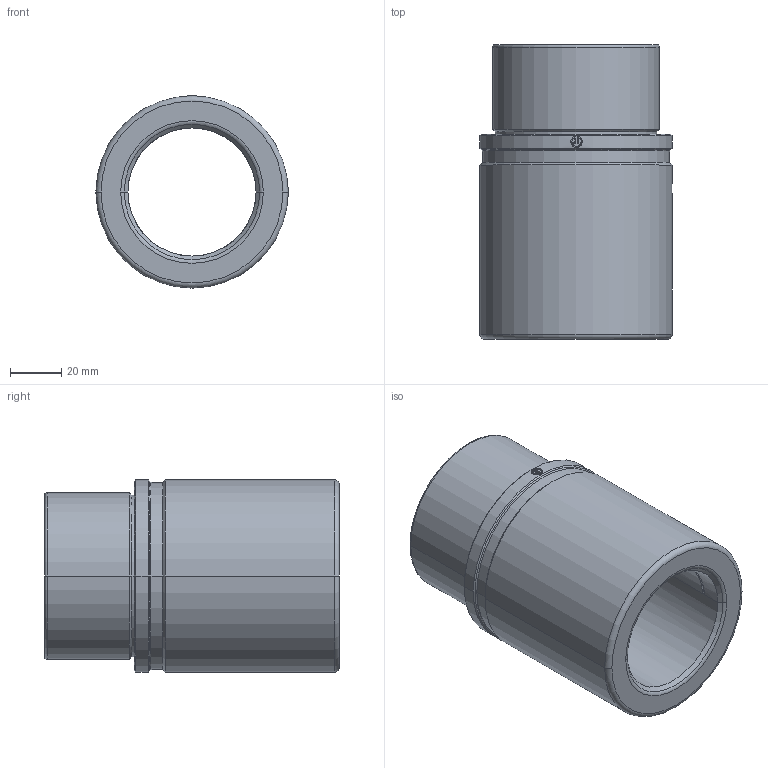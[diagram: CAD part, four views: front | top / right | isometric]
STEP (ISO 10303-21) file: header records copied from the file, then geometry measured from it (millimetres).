
FILE_DESCRIPTION (( 'STEP AP214' ), '1' );
FILE_NAME ('665QM 628QM-D50.STEP', '2021-11-07T06:39:35', ( '' ), ( '' ), 'SwSTEP 2.0', 'SolidWorks 2016', '' );
FILE_SCHEMA (( 'AUTOMOTIVE_DESIGN' ));
Length unit declared in the file: millimetre
Products named in the file (2): 665QM 628QM-D50
Bounding box: 75 x 115 x 75 mm (x, y, z)
Volume: 240797.2 mm3; surface area: 49117.6 mm2
Topology: 1 solids, 1 shells, 86 faces, 201 edges, 118 vertices
Faces by surface type: bspline 28, cylinder 25, plane 13, torus 10, cone 10
Entity records: 7579 total; most frequent: CARTESIAN_POINT 5808, ORIENTED_EDGE 402, DIRECTION 295, EDGE_CURVE 201, AXIS2_PLACEMENT_3D 124, VERTEX_POINT 118, EDGE_LOOP 91, B_SPLINE_CURVE_WITH_KNOTS 90
